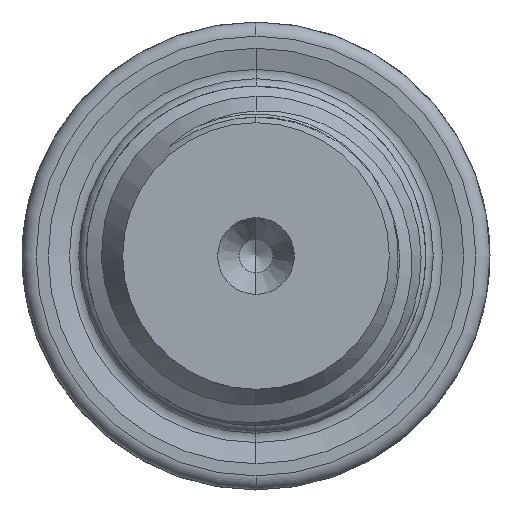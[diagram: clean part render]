
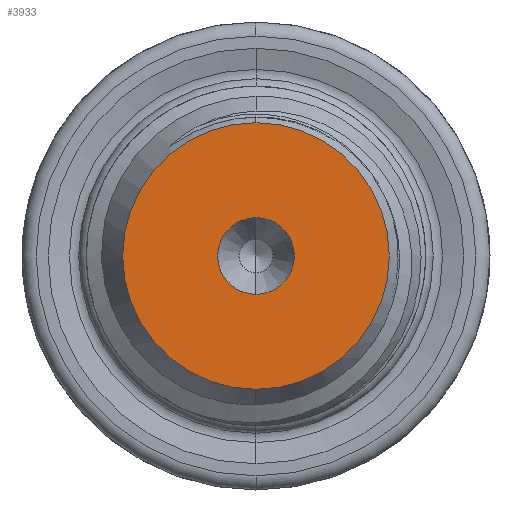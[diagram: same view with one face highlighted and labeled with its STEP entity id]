
A CAD part, left-side view. The second image highlights one B-rep face of the part: STEP entity #3933.
In plain terms, the highlighted planar face has unit normal (-1, 0, 0).
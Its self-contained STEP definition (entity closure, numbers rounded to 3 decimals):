
#31 = DIRECTION ( 'NONE',  ( -1., 0., 0. ) ) ;
#38 = DIRECTION ( 'NONE',  ( 0., 0., 1. ) ) ;
#54 = EDGE_LOOP ( 'NONE', ( #5841, #5515 ) ) ;
#112 = AXIS2_PLACEMENT_3D ( 'NONE', #150, #2864, #1061 ) ;
#117 = CARTESIAN_POINT ( 'NONE',  ( 0., 0., -4.7 ) ) ;
#150 = CARTESIAN_POINT ( 'NONE',  ( 0., 0., 0. ) ) ;
#349 = PLANE ( 'NONE',  #4692 ) ;
#433 = FACE_BOUND ( 'NONE', #711, .T. ) ;
#624 = DIRECTION ( 'NONE',  ( 0., 0., 1. ) ) ;
#711 = EDGE_LOOP ( 'NONE', ( #1689, #3458 ) ) ;
#847 = DIRECTION ( 'NONE',  ( 0., 0., -1. ) ) ;
#879 = CARTESIAN_POINT ( 'NONE',  ( 0., 0., -1.35 ) ) ;
#1029 = VERTEX_POINT ( 'NONE', #1675 ) ;
#1061 = DIRECTION ( 'NONE',  ( 0., 0., 1. ) ) ;
#1256 = DIRECTION ( 'NONE',  ( 1., 0., 0. ) ) ;
#1342 = FACE_OUTER_BOUND ( 'NONE', #54, .T. ) ;
#1675 = CARTESIAN_POINT ( 'NONE',  ( 0., 0., 4.7 ) ) ;
#1689 = ORIENTED_EDGE ( 'NONE', *, *, #2713, .F. ) ;
#1956 = AXIS2_PLACEMENT_3D ( 'NONE', #3243, #31, #4306 ) ;
#2096 = DIRECTION ( 'NONE',  ( -1., 0., 0. ) ) ;
#2119 = EDGE_CURVE ( 'NONE', #2366, #5771, #5326, .T. ) ;
#2366 = VERTEX_POINT ( 'NONE', #879 ) ;
#2713 = EDGE_CURVE ( 'NONE', #5771, #2366, #4587, .T. ) ;
#2715 = CARTESIAN_POINT ( 'NONE',  ( 0., 0., 0. ) ) ;
#2832 = AXIS2_PLACEMENT_3D ( 'NONE', #5618, #5564, #38 ) ;
#2843 = VERTEX_POINT ( 'NONE', #117 ) ;
#2864 = DIRECTION ( 'NONE',  ( -1., 0., 0. ) ) ;
#3040 = CIRCLE ( 'NONE', #2832, 4.7 ) ;
#3243 = CARTESIAN_POINT ( 'NONE',  ( 0., 0., 0. ) ) ;
#3383 = EDGE_CURVE ( 'NONE', #1029, #2843, #3714, .T. ) ;
#3458 = ORIENTED_EDGE ( 'NONE', *, *, #2119, .F. ) ;
#3714 = CIRCLE ( 'NONE', #5454, 4.7 ) ;
#3933 = ADVANCED_FACE ( 'NONE', ( #1342, #433 ), #349, .F. ) ;
#3969 = EDGE_CURVE ( 'NONE', #2843, #1029, #3040, .T. ) ;
#4306 = DIRECTION ( 'NONE',  ( 0., 0., 1. ) ) ;
#4587 = CIRCLE ( 'NONE', #1956, 1.35 ) ;
#4692 = AXIS2_PLACEMENT_3D ( 'NONE', #2715, #1256, #847 ) ;
#5227 = CARTESIAN_POINT ( 'NONE',  ( 0., 0., 0. ) ) ;
#5326 = CIRCLE ( 'NONE', #112, 1.35 ) ;
#5454 = AXIS2_PLACEMENT_3D ( 'NONE', #5227, #2096, #624 ) ;
#5515 = ORIENTED_EDGE ( 'NONE', *, *, #3383, .T. ) ;
#5564 = DIRECTION ( 'NONE',  ( -1., 0., 0. ) ) ;
#5618 = CARTESIAN_POINT ( 'NONE',  ( 0., 0., 0. ) ) ;
#5771 = VERTEX_POINT ( 'NONE', #5806 ) ;
#5806 = CARTESIAN_POINT ( 'NONE',  ( 0., 0., 1.35 ) ) ;
#5841 = ORIENTED_EDGE ( 'NONE', *, *, #3969, .T. ) ;
